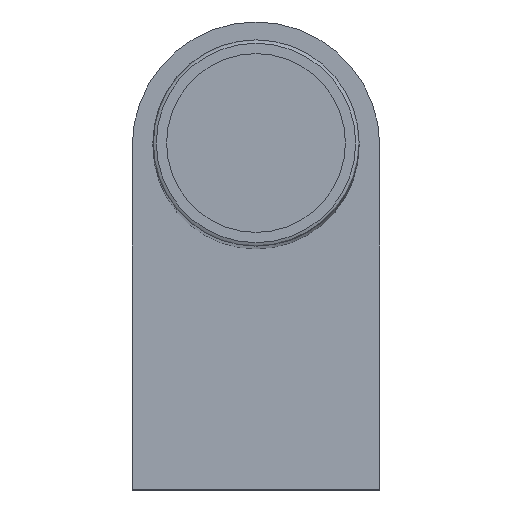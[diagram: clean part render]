
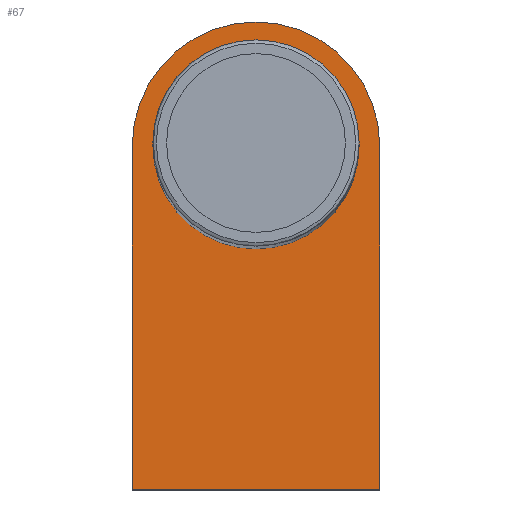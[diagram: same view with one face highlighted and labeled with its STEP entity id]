
A CAD part, top view. The second image highlights one B-rep face of the part: STEP entity #67.
In plain terms, the highlighted planar face has unit normal (0, 0, 1).
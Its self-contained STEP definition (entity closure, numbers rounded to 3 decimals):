
#67 = ADVANCED_FACE( '', ( #147, #148 ), #149, .T. );
#147 = FACE_BOUND( '', #233, .T. );
#148 = FACE_OUTER_BOUND( '', #234, .T. );
#149 = PLANE( '', #235 );
#233 = EDGE_LOOP( '', ( #341 ) );
#234 = EDGE_LOOP( '', ( #342, #343, #344, #345 ) );
#235 = AXIS2_PLACEMENT_3D( '', #346, #347, #348 );
#341 = ORIENTED_EDGE( '', *, *, #439, .F. );
#342 = ORIENTED_EDGE( '', *, *, #440, .T. );
#343 = ORIENTED_EDGE( '', *, *, #441, .T. );
#344 = ORIENTED_EDGE( '', *, *, #416, .T. );
#345 = ORIENTED_EDGE( '', *, *, #442, .T. );
#346 = CARTESIAN_POINT( '', ( 0., 50., 18. ) );
#347 = DIRECTION( '', ( 0., 0., 1. ) );
#348 = DIRECTION( '', ( 1., 0., 0. ) );
#416 = EDGE_CURVE( '', #472, #470, #473, .T. );
#439 = EDGE_CURVE( '', #507, #507, #508, .T. );
#440 = EDGE_CURVE( '', #509, #510, #511, .T. );
#441 = EDGE_CURVE( '', #510, #472, #512, .T. );
#442 = EDGE_CURVE( '', #470, #509, #513, .T. );
#470 = VERTEX_POINT( '', #540 );
#472 = VERTEX_POINT( '', #543 );
#473 = LINE( '', #544, #545 );
#507 = VERTEX_POINT( '', #582 );
#508 = CIRCLE( '', #583, 15. );
#509 = VERTEX_POINT( '', #584 );
#510 = VERTEX_POINT( '', #585 );
#511 = CIRCLE( '', #586, 18. );
#512 = LINE( '', #587, #588 );
#513 = LINE( '', #589, #590 );
#540 = CARTESIAN_POINT( '', ( 18., 0., 18. ) );
#543 = CARTESIAN_POINT( '', ( -18., 0., 18. ) );
#544 = CARTESIAN_POINT( '', ( -18., 0., 18. ) );
#545 = VECTOR( '', #618, 1000. );
#582 = CARTESIAN_POINT( '', ( 15., 50., 18. ) );
#583 = AXIS2_PLACEMENT_3D( '', #652, #653, #654 );
#584 = CARTESIAN_POINT( '', ( 18., 50., 18. ) );
#585 = CARTESIAN_POINT( '', ( -18., 50., 18. ) );
#586 = AXIS2_PLACEMENT_3D( '', #655, #656, #657 );
#587 = CARTESIAN_POINT( '', ( -18., 50., 18. ) );
#588 = VECTOR( '', #658, 1000. );
#589 = CARTESIAN_POINT( '', ( 18., 0., 18. ) );
#590 = VECTOR( '', #659, 1000. );
#618 = DIRECTION( '', ( 1., 0., 0. ) );
#652 = CARTESIAN_POINT( '', ( 0., 50., 18. ) );
#653 = DIRECTION( '', ( 0., 0., 1. ) );
#654 = DIRECTION( '', ( 1., 0., 0. ) );
#655 = CARTESIAN_POINT( '', ( 0., 50., 18. ) );
#656 = DIRECTION( '', ( 0., 0., 1. ) );
#657 = DIRECTION( '', ( 1., 0., 0. ) );
#658 = DIRECTION( '', ( 0., -1., 0. ) );
#659 = DIRECTION( '', ( 0., 1., 0. ) );
